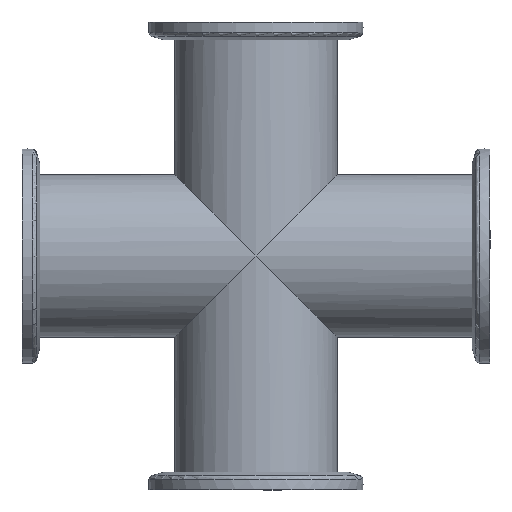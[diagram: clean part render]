
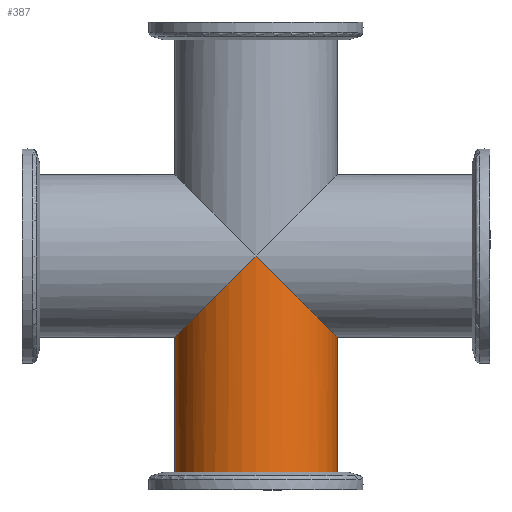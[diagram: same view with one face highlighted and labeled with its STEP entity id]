
A CAD part, front view. The second image highlights one B-rep face of the part: STEP entity #387.
In plain terms, the highlighted cylindrical face has radius 28.5 mm (diameter 57 mm), a full revolution.
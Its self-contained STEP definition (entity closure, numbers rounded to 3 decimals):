
#80=ELLIPSE('',#443,40.305,28.5);
#82=ELLIPSE('',#448,40.305,28.5);
#94=ORIENTED_EDGE('',*,*,#175,.F.);
#95=ORIENTED_EDGE('',*,*,#178,.F.);
#96=ORIENTED_EDGE('',*,*,#179,.F.);
#175=EDGE_CURVE('',#218,#219,#80,.T.);
#178=EDGE_CURVE('',#219,#218,#82,.F.);
#179=EDGE_CURVE('',#221,#221,#250,.T.);
#218=VERTEX_POINT('',#651);
#219=VERTEX_POINT('',#652);
#221=VERTEX_POINT('',#660);
#250=CIRCLE('',#449,28.5);
#277=EDGE_LOOP('',(#94,#95));
#278=EDGE_LOOP('',(#96));
#327=FACE_BOUND('',#277,.T.);
#328=FACE_BOUND('',#278,.T.);
#373=CYLINDRICAL_SURFACE('',#447,28.5);
#387=ADVANCED_FACE('',(#327,#328),#373,.T.);
#443=AXIS2_PLACEMENT_3D('',#650,#514,#515);
#447=AXIS2_PLACEMENT_3D('',#657,#522,#523);
#448=AXIS2_PLACEMENT_3D('',#658,#524,#525);
#449=AXIS2_PLACEMENT_3D('',#659,#526,#527);
#514=DIRECTION('',(-0.707,0.,0.707));
#515=DIRECTION('',(-0.707,0.,-0.707));
#522=DIRECTION('',(0.,0.,-1.));
#523=DIRECTION('',(-1.,0.,0.));
#524=DIRECTION('',(-0.707,0.,-0.707));
#525=DIRECTION('',(-0.707,0.,0.707));
#526=DIRECTION('',(0.,0.,-1.));
#527=DIRECTION('',(-1.,0.,0.));
#650=CARTESIAN_POINT('',(0.,0.,0.));
#651=CARTESIAN_POINT('',(0.,28.5,0.));
#652=CARTESIAN_POINT('',(0.,-28.5,0.));
#657=CARTESIAN_POINT('',(0.,0.,0.));
#658=CARTESIAN_POINT('',(0.,0.,0.));
#659=CARTESIAN_POINT('',(0.,0.,-78.75));
#660=CARTESIAN_POINT('',(-28.5,0.,-78.75));
